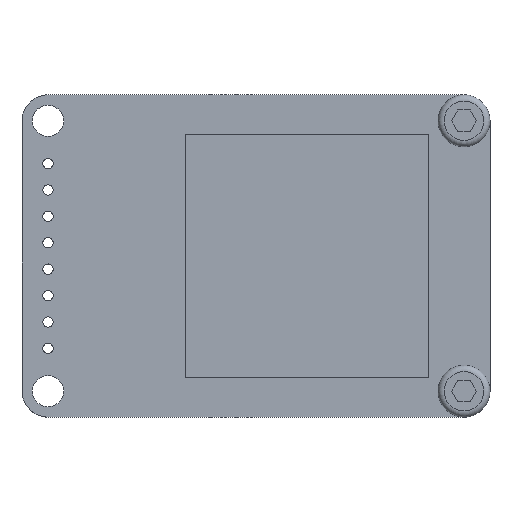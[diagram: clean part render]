
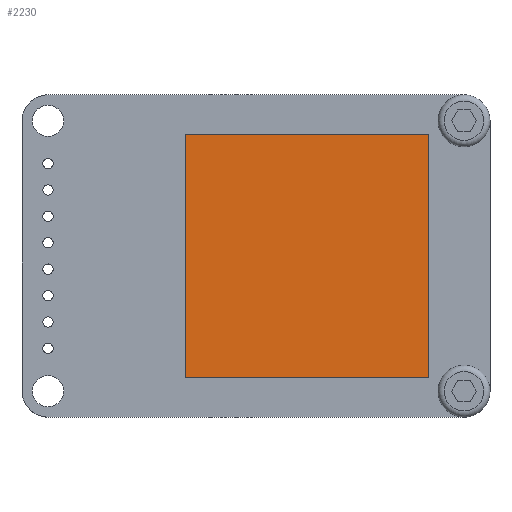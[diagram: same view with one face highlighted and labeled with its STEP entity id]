
A CAD part, top view. The second image highlights one B-rep face of the part: STEP entity #2230.
In plain terms, the highlighted planar face has unit normal (0, 0, 1).
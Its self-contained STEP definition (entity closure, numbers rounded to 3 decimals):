
#1916 = VERTEX_POINT('',#1917);
#1917 = CARTESIAN_POINT('',(13.2,-11.7,12.6));
#1924 = PLANE('',#1925);
#1925 = AXIS2_PLACEMENT_3D('',#1926,#1927,#1928);
#1926 = CARTESIAN_POINT('',(13.2,-11.7,11.6));
#1927 = DIRECTION('',(1.,0.,0.));
#1928 = DIRECTION('',(0.,0.,1.));
#1936 = PLANE('',#1937);
#1937 = AXIS2_PLACEMENT_3D('',#1938,#1939,#1940);
#1938 = CARTESIAN_POINT('',(13.2,-11.7,11.6));
#1939 = DIRECTION('',(0.,1.,0.));
#1940 = DIRECTION('',(0.,0.,1.));
#1977 = VERTEX_POINT('',#1978);
#1978 = CARTESIAN_POINT('',(13.2,11.7,12.6));
#1992 = PLANE('',#1993);
#1993 = AXIS2_PLACEMENT_3D('',#1994,#1995,#1996);
#1994 = CARTESIAN_POINT('',(13.2,11.7,11.6));
#1995 = DIRECTION('',(0.,1.,0.));
#1996 = DIRECTION('',(0.,0.,1.));
#2004 = EDGE_CURVE('',#1916,#1977,#2005,.T.);
#2005 = SURFACE_CURVE('',#2006,(#2010,#2017),.PCURVE_S1.);
#2006 = LINE('',#2007,#2008);
#2007 = CARTESIAN_POINT('',(13.2,-11.7,12.6));
#2008 = VECTOR('',#2009,1.);
#2009 = DIRECTION('',(0.,1.,0.));
#2010 = PCURVE('',#1924,#2011);
#2011 = DEFINITIONAL_REPRESENTATION('',(#2012),#2016);
#2012 = LINE('',#2013,#2014);
#2013 = CARTESIAN_POINT('',(1.,0.));
#2014 = VECTOR('',#2015,1.);
#2015 = DIRECTION('',(0.,-1.));
#2016 = ( GEOMETRIC_REPRESENTATION_CONTEXT(2) 
PARAMETRIC_REPRESENTATION_CONTEXT() REPRESENTATION_CONTEXT('2D SPACE',''
  ) );
#2017 = PCURVE('',#2018,#2023);
#2018 = PLANE('',#2019);
#2019 = AXIS2_PLACEMENT_3D('',#2020,#2021,#2022);
#2020 = CARTESIAN_POINT('',(13.2,-11.7,12.6));
#2021 = DIRECTION('',(0.,0.,1.));
#2022 = DIRECTION('',(1.,0.,0.));
#2023 = DEFINITIONAL_REPRESENTATION('',(#2024),#2028);
#2024 = LINE('',#2025,#2026);
#2025 = CARTESIAN_POINT('',(0.,0.));
#2026 = VECTOR('',#2027,1.);
#2027 = DIRECTION('',(0.,1.));
#2028 = ( GEOMETRIC_REPRESENTATION_CONTEXT(2) 
PARAMETRIC_REPRESENTATION_CONTEXT() REPRESENTATION_CONTEXT('2D SPACE',''
  ) );
#2036 = VERTEX_POINT('',#2037);
#2037 = CARTESIAN_POINT('',(36.6,-11.7,12.6));
#2044 = PLANE('',#2045);
#2045 = AXIS2_PLACEMENT_3D('',#2046,#2047,#2048);
#2046 = CARTESIAN_POINT('',(36.6,-11.7,11.6));
#2047 = DIRECTION('',(1.,0.,0.));
#2048 = DIRECTION('',(0.,0.,1.));
#2087 = VERTEX_POINT('',#2088);
#2088 = CARTESIAN_POINT('',(36.6,11.7,12.6));
#2109 = EDGE_CURVE('',#2036,#2087,#2110,.T.);
#2110 = SURFACE_CURVE('',#2111,(#2115,#2122),.PCURVE_S1.);
#2111 = LINE('',#2112,#2113);
#2112 = CARTESIAN_POINT('',(36.6,-11.7,12.6));
#2113 = VECTOR('',#2114,1.);
#2114 = DIRECTION('',(0.,1.,0.));
#2115 = PCURVE('',#2044,#2116);
#2116 = DEFINITIONAL_REPRESENTATION('',(#2117),#2121);
#2117 = LINE('',#2118,#2119);
#2118 = CARTESIAN_POINT('',(1.,0.));
#2119 = VECTOR('',#2120,1.);
#2120 = DIRECTION('',(0.,-1.));
#2121 = ( GEOMETRIC_REPRESENTATION_CONTEXT(2) 
PARAMETRIC_REPRESENTATION_CONTEXT() REPRESENTATION_CONTEXT('2D SPACE',''
  ) );
#2122 = PCURVE('',#2018,#2123);
#2123 = DEFINITIONAL_REPRESENTATION('',(#2124),#2128);
#2124 = LINE('',#2125,#2126);
#2125 = CARTESIAN_POINT('',(23.4,0.));
#2126 = VECTOR('',#2127,1.);
#2127 = DIRECTION('',(0.,1.));
#2128 = ( GEOMETRIC_REPRESENTATION_CONTEXT(2) 
PARAMETRIC_REPRESENTATION_CONTEXT() REPRESENTATION_CONTEXT('2D SPACE',''
  ) );
#2155 = EDGE_CURVE('',#1916,#2036,#2156,.T.);
#2156 = SURFACE_CURVE('',#2157,(#2161,#2168),.PCURVE_S1.);
#2157 = LINE('',#2158,#2159);
#2158 = CARTESIAN_POINT('',(13.2,-11.7,12.6));
#2159 = VECTOR('',#2160,1.);
#2160 = DIRECTION('',(1.,0.,0.));
#2161 = PCURVE('',#1936,#2162);
#2162 = DEFINITIONAL_REPRESENTATION('',(#2163),#2167);
#2163 = LINE('',#2164,#2165);
#2164 = CARTESIAN_POINT('',(1.,0.));
#2165 = VECTOR('',#2166,1.);
#2166 = DIRECTION('',(0.,1.));
#2167 = ( GEOMETRIC_REPRESENTATION_CONTEXT(2) 
PARAMETRIC_REPRESENTATION_CONTEXT() REPRESENTATION_CONTEXT('2D SPACE',''
  ) );
#2168 = PCURVE('',#2018,#2169);
#2169 = DEFINITIONAL_REPRESENTATION('',(#2170),#2174);
#2170 = LINE('',#2171,#2172);
#2171 = CARTESIAN_POINT('',(0.,0.));
#2172 = VECTOR('',#2173,1.);
#2173 = DIRECTION('',(1.,0.));
#2174 = ( GEOMETRIC_REPRESENTATION_CONTEXT(2) 
PARAMETRIC_REPRESENTATION_CONTEXT() REPRESENTATION_CONTEXT('2D SPACE',''
  ) );
#2202 = EDGE_CURVE('',#1977,#2087,#2203,.T.);
#2203 = SURFACE_CURVE('',#2204,(#2208,#2215),.PCURVE_S1.);
#2204 = LINE('',#2205,#2206);
#2205 = CARTESIAN_POINT('',(13.2,11.7,12.6));
#2206 = VECTOR('',#2207,1.);
#2207 = DIRECTION('',(1.,0.,0.));
#2208 = PCURVE('',#1992,#2209);
#2209 = DEFINITIONAL_REPRESENTATION('',(#2210),#2214);
#2210 = LINE('',#2211,#2212);
#2211 = CARTESIAN_POINT('',(1.,0.));
#2212 = VECTOR('',#2213,1.);
#2213 = DIRECTION('',(0.,1.));
#2214 = ( GEOMETRIC_REPRESENTATION_CONTEXT(2) 
PARAMETRIC_REPRESENTATION_CONTEXT() REPRESENTATION_CONTEXT('2D SPACE',''
  ) );
#2215 = PCURVE('',#2018,#2216);
#2216 = DEFINITIONAL_REPRESENTATION('',(#2217),#2221);
#2217 = LINE('',#2218,#2219);
#2218 = CARTESIAN_POINT('',(0.,23.4));
#2219 = VECTOR('',#2220,1.);
#2220 = DIRECTION('',(1.,0.));
#2221 = ( GEOMETRIC_REPRESENTATION_CONTEXT(2) 
PARAMETRIC_REPRESENTATION_CONTEXT() REPRESENTATION_CONTEXT('2D SPACE',''
  ) );
#2230 = ADVANCED_FACE('',(#2231),#2018,.T.);
#2231 = FACE_BOUND('',#2232,.T.);
#2232 = EDGE_LOOP('',(#2233,#2234,#2235,#2236));
#2233 = ORIENTED_EDGE('',*,*,#2004,.F.);
#2234 = ORIENTED_EDGE('',*,*,#2155,.T.);
#2235 = ORIENTED_EDGE('',*,*,#2109,.T.);
#2236 = ORIENTED_EDGE('',*,*,#2202,.F.);
